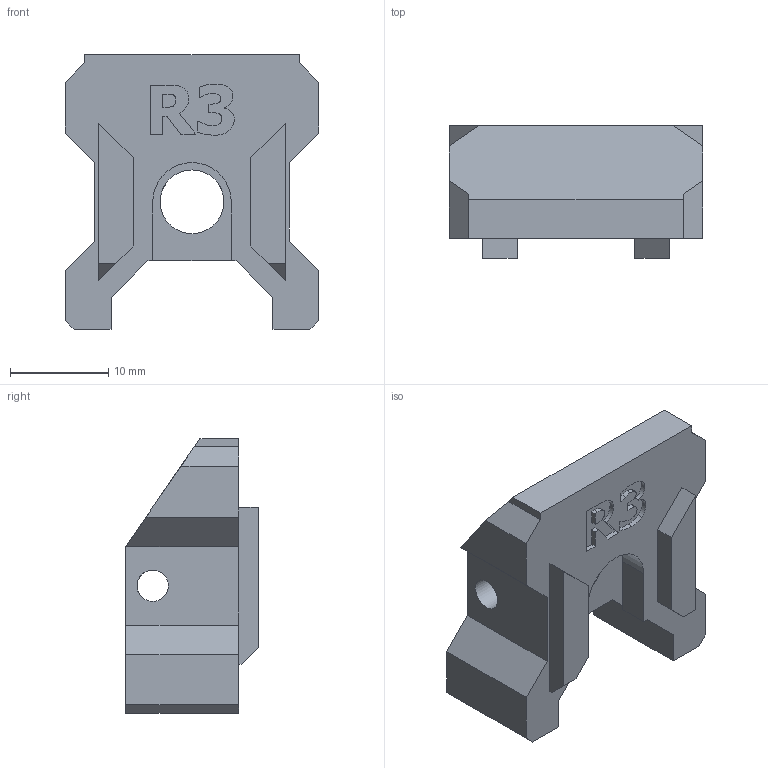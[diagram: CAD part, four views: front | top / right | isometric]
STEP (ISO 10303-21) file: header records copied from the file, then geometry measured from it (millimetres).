
FILE_DESCRIPTION(/* description */ (''),/* implementation_level */ '2;1');
FILE_NAME(/* name */ 'frame-rear-cover-insert_R.stp',/* time_stamp */ '2024-01-26T10:12:10+01:00',/* author */ ('Mikuláček'),/* organization */ (''),/* preprocessor_version */ 'ST-DEVELOPER v19.2',/* originating_system */ 'Autodesk Inventor 2023',/* authorisation */ '');
FILE_SCHEMA (('AUTOMOTIVE_DESIGN { 1 0 10303 214 3 1 1 }'));
Length unit declared in the file: millimetre
Products named in the file (1): frame-rear-cover-insert
Bounding box: 25.8 x 13.5 x 28 mm (x, y, z)
Volume: 4471.1 mm3; surface area: 2913.3 mm2
Topology: 1 solids, 1 shells, 118 faces, 328 edges, 219 vertices
Faces by surface type: plane 79, bspline 27, cylinder 12
Full cylindrical faces by diameter (mm): 3.2 x4, 6.5 x1
Entity records: 4010 total; most frequent: CARTESIAN_POINT 1087, ORIENTED_EDGE 656, DIRECTION 472, EDGE_CURVE 328, LINE 248, VECTOR 248, VERTEX_POINT 218, EDGE_LOOP 134
